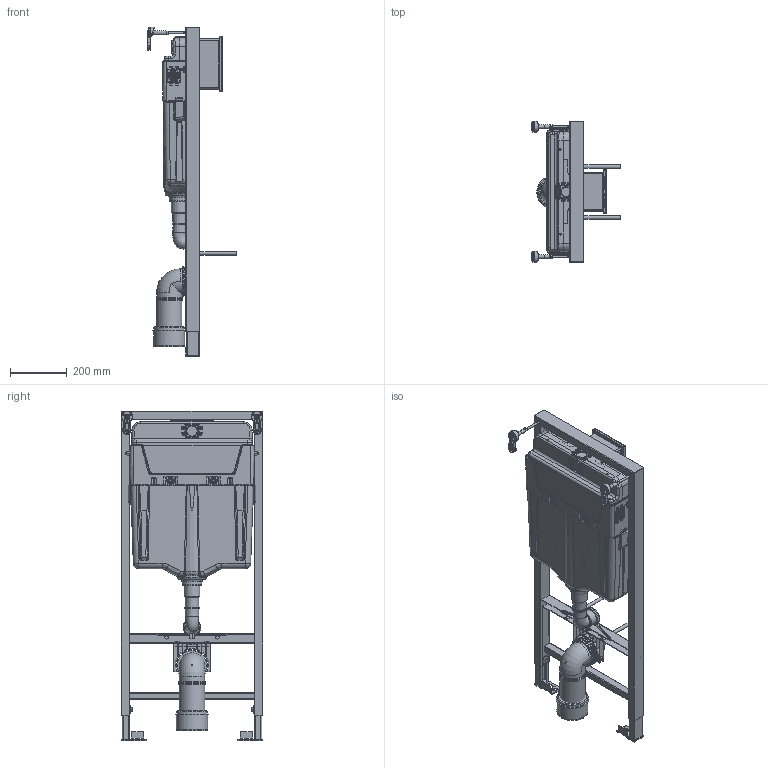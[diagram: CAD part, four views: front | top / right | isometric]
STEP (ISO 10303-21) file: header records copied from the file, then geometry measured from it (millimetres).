
FILE_DESCRIPTION(/* description */ ('Unknown'),/* implementation_level */ '2;1');
FILE_NAME(/* name */ '38772001',/* time_stamp */ '2022-09-14T07:27:24+02:00',/* author */ ('Unknown'),/* organization */ ('GROHE AG'),/* preprocessor_version */ 'ST-DEVELOPER v16.7',/* originating_system */ 'DEX',/* authorisation */ $);
FILE_SCHEMA (('AUTOMOTIVE_DESIGN {1 0 10303 214 3 1 1}'));
Products named in the file (3): 38772001; id47
Assembly tree (2 placements, depth 2):
  38772001
    38772001
    id47
Bounding box: 315.2 x 500 x 1166.2 mm (x, y, z)
Volume: 699330.4 mm3; surface area: 2177064.5 mm2
Topology: 3 solids, 212 shells, 2079 faces, 10756 edges, 8614 vertices
Faces by surface type: plane 893, cylinder 549, bspline 335, cone 181, torus 110, sphere 11
Full cylindrical faces by diameter (mm): 8 x4, 12 x2, 16 x3, 20 x1, 30 x2, 50.8 x2, 55.428 x1, 56 x1, 58 x1, 63 x1, 89.4 x4, 90 x1, 93 x3, 95.978 x1, 96 x7, 99 x6, 100 x1, 100.5 x1, 105 x1, 105.023 x1, 107.2 x1, 107.6 x2, 110 x1, 116 x1
Entity records: 121459 total; most frequent: CARTESIAN_POINT 42967, DIRECTION 14857, ORIENTED_EDGE 13684, EDGE_CURVE 10491, VERTEX_POINT 8547, AXIS2_PLACEMENT_3D 5296, LINE 4265, VECTOR 4265
